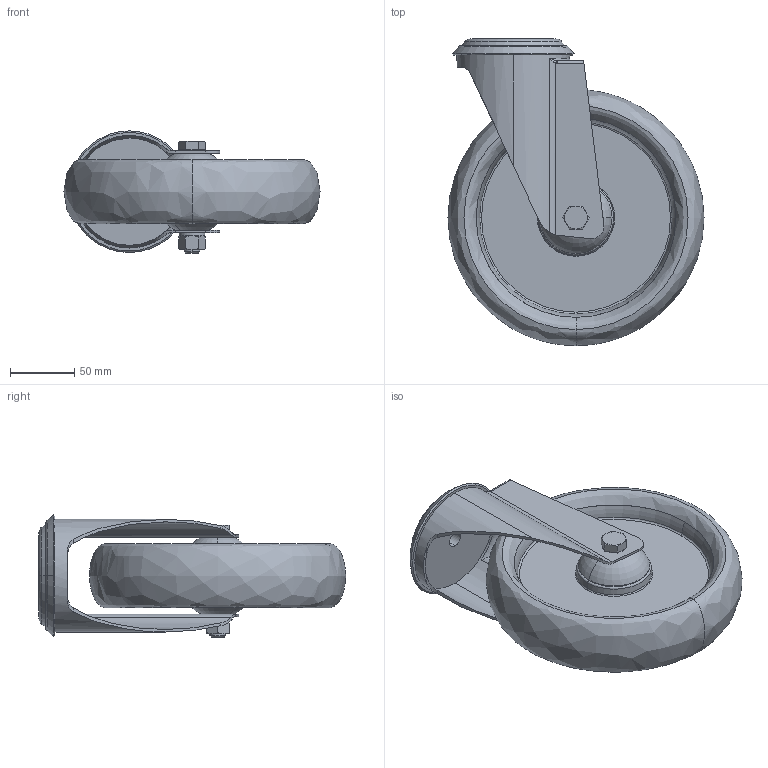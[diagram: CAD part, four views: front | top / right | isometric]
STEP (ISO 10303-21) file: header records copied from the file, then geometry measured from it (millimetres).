
FILE_DESCRIPTION (( 'STEP AP214' ), '1' );
FILE_NAME ('0030131.step', '2021-05-21T08:50:25', ( 'Windows-Benutzer' ), ( '' ), 'SwSTEP 2.0', 'SolidWorks 2020', '' );
FILE_SCHEMA (( 'AUTOMOTIVE_DESIGN' ));
Length unit declared in the file: millimetre
Products named in the file (1): 0030131
Bounding box: 200 x 240 x 95.5 mm (x, y, z)
Volume: 930289.9 mm3; surface area: 254142 mm2
Topology: 8 solids, 8 shells, 255 faces, 556 edges, 330 vertices
Faces by surface type: torus 70, plane 63, cone 58, cylinder 54, bspline 10
Entity records: 10384 total; most frequent: CARTESIAN_POINT 1824, DIRECTION 1300, ORIENTED_EDGE 1108, AXIS2_PLACEMENT_3D 576, EDGE_CURVE 554, CIRCLE 330, VERTEX_POINT 330, EDGE_LOOP 286
